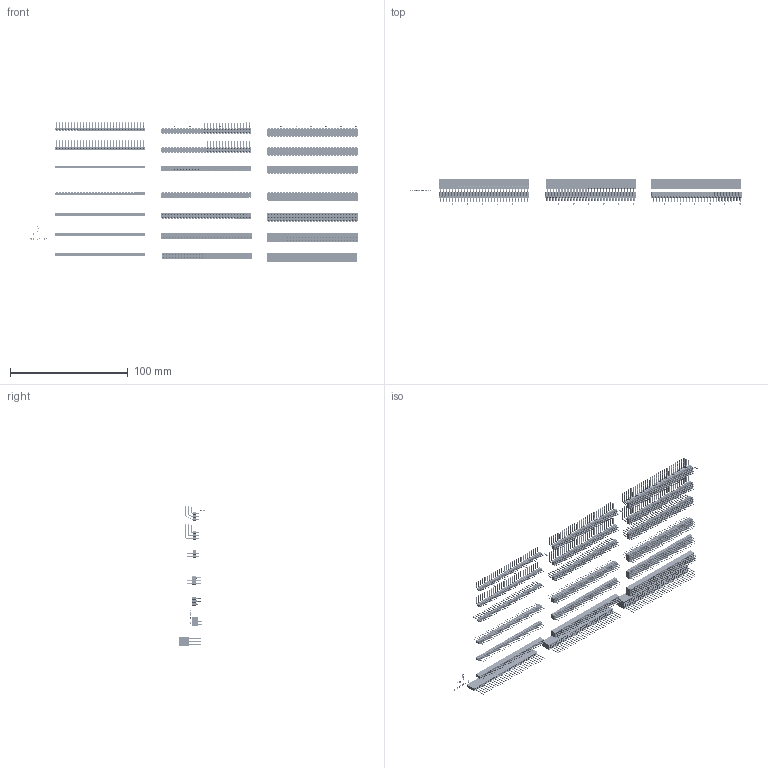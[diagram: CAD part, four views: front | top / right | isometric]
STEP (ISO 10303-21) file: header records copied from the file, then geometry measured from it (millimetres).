
FILE_DESCRIPTION(('STEP AP214'),'1');
FILE_NAME('PINS-SET.stp','2023-08-12T07:57:01',(' '),(' '),'Spatial InterOp 3D',' ',' ');
FILE_SCHEMA(('AUTOMOTIVE_DESIGN { 1 0 10303 214 1 1 1 1 }'));
Length unit declared in the file: metre
Products named in the file (120): OFF; Number; NOT; PINS-SET; num; num Geometry; Pattern; Component3; 1ROW; Pattern2; Component18; F-1Row10; Pattern3; Component19; F-1Row; F-1Row Geometry; #body; Component1; #pin; pin; Pattern4; Component14; F-Army-1Row; Pattern5; Component15; Pattern6; Component12; HP-1-Army; Pattern7; Component13; body; Component4; HeaderPin; pin2; Component5; #body1; Component10; Hp-bent; Pattern8; Component22 ...
Assembly tree (1350 placements, depth 5):
  PINS-SET
    OFF
      Number
      NOT
    1ROW
      num
        num Geometry
        Pattern
          Component3  x3
      F-1Row10
        Pattern2
          Component18  x30
        Pattern3
          Component19  x30
      F-1Row
        F-1Row Geometry
        #body
          Component1  x30
        #pin
          pin  x30
      F-Army-1Row
        Pattern4
          Component14  x30
        Pattern5
          Component15  x30
      HP-1-Army
        Pattern6
          Component12  x30
        Pattern7
          Component13  x30
      HeaderPin
        body
          Component4  x30
        pin2
          Component5  x30
      Hp-bent
        #body1
          Component10  x30
        Pattern8
          Component22  x30
      Hp-bent1
        Pattern9
          Component16  x30
        Pattern10
          pin-dn  x30
    2ROW
      num
        num Geometry
        Pattern
          Component3  x3
      Hp-2
        Pattern11
          Component6  x30
        body2
          Component7  x30
      HP-2-bent
        Pin22
          Component11  x30
        body22
          Component20  x30
Bounding box: 281.41 x 22.07 x 118.54 mm (x, y, z)
Volume: 29547.9 mm3; surface area: 134181.8 mm2
Topology: 1310 solids, 1310 shells, 45159 faces, 112257 edges, 71638 vertices
Faces by surface type: plane 37151, cylinder 5730, cone 1080, torus 1080, extrusion 118
Entity records: 63185 total; most frequent: CARTESIAN_POINT 10926, DIRECTION 10737, ORIENTED_EDGE 8294, EDGE_CURVE 4147, AXIS2_PLACEMENT_3D 3587, VECTOR 3563, LINE 3509, VERTEX_POINT 2658
